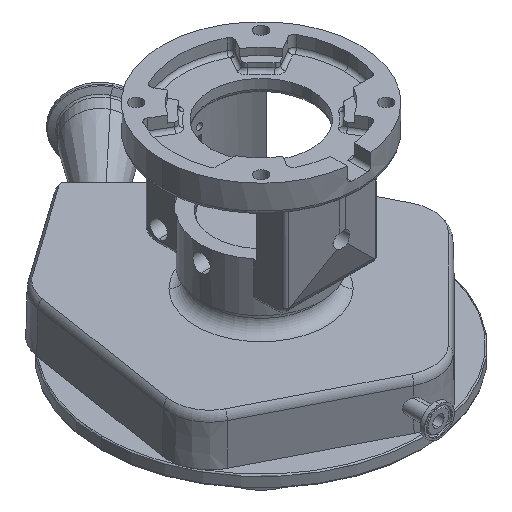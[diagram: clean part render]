
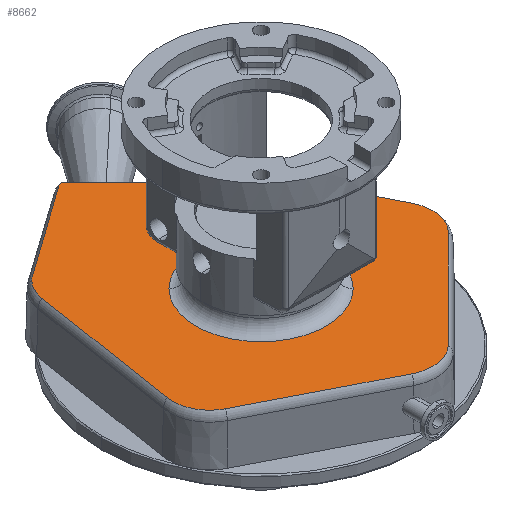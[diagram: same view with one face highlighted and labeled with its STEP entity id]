
A CAD part, isometric view. The second image highlights one B-rep face of the part: STEP entity #8662.
In plain terms, the highlighted planar face has unit normal (0, 0, 1).
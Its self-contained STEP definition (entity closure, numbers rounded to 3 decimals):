
#21 = LINE ( 'NONE', #2169, #13400 ) ;
#60 = AXIS2_PLACEMENT_3D ( 'NONE', #3961, #7502, #12750 ) ;
#93 = CIRCLE ( 'NONE', #2599, 7.141 ) ;
#96 = DIRECTION ( 'NONE',  ( -0.707, 0.707, 0. ) ) ;
#100 = VERTEX_POINT ( 'NONE', #10332 ) ;
#110 = CARTESIAN_POINT ( 'NONE',  ( 0., 0., -141.5 ) ) ;
#455 = AXIS2_PLACEMENT_3D ( 'NONE', #2838, #13845, #816 ) ;
#528 = ORIENTED_EDGE ( 'NONE', *, *, #2017, .F. ) ;
#556 = ORIENTED_EDGE ( 'NONE', *, *, #12820, .F. ) ;
#737 = CIRCLE ( 'NONE', #1879, 31.169 ) ;
#816 = DIRECTION ( 'NONE',  ( 0.707, -0.707, 0. ) ) ;
#1075 = DIRECTION ( 'NONE',  ( 0., 0., -1. ) ) ;
#1142 = AXIS2_PLACEMENT_3D ( 'NONE', #12448, #4535, #13406 ) ;
#1296 = VERTEX_POINT ( 'NONE', #10334 ) ;
#1342 = LINE ( 'NONE', #3562, #13859 ) ;
#1406 = CARTESIAN_POINT ( 'NONE',  ( 117.362, 147.561, -141.5 ) ) ;
#1534 = ORIENTED_EDGE ( 'NONE', *, *, #13388, .F. ) ;
#1579 = EDGE_CURVE ( 'NONE', #5663, #6983, #2532, .T. ) ;
#1663 = CARTESIAN_POINT ( 'NONE',  ( 120.315, -37.605, -141.5 ) ) ;
#1806 = DIRECTION ( 'NONE',  ( 0.707, -0.707, 0. ) ) ;
#1879 = AXIS2_PLACEMENT_3D ( 'NONE', #9440, #7360, #1806 ) ;
#2012 = AXIS2_PLACEMENT_3D ( 'NONE', #12006, #1075, #3077 ) ;
#2017 = EDGE_CURVE ( 'NONE', #3919, #1296, #4898, .T. ) ;
#2119 = ORIENTED_EDGE ( 'NONE', *, *, #5639, .F. ) ;
#2169 = CARTESIAN_POINT ( 'NONE',  ( 77.782, 77.782, -141.5 ) ) ;
#2182 = CARTESIAN_POINT ( 'NONE',  ( -6.083, 161.646, -141.5 ) ) ;
#2267 = CIRCLE ( 'NONE', #455, 55. ) ;
#2365 = ORIENTED_EDGE ( 'NONE', *, *, #10784, .F. ) ;
#2395 = CARTESIAN_POINT ( 'NONE',  ( -99.486, 85.602, -141.5 ) ) ;
#2501 = CIRCLE ( 'NONE', #9621, 55. ) ;
#2532 = CIRCLE ( 'NONE', #12189, 31.169 ) ;
#2599 = AXIS2_PLACEMENT_3D ( 'NONE', #11960, #14196, #6288 ) ;
#2654 = CIRCLE ( 'NONE', #9090, 31.169 ) ;
#2706 = EDGE_CURVE ( 'NONE', #6664, #5663, #5720, .T. ) ;
#2786 = CARTESIAN_POINT ( 'NONE',  ( -68.701, 80.723, -141.5 ) ) ;
#2799 = VERTEX_POINT ( 'NONE', #10534 ) ;
#2838 = CARTESIAN_POINT ( 'NONE',  ( 0., 0., -141.5 ) ) ;
#3077 = DIRECTION ( 'NONE',  ( 0.707, -0.707, 0. ) ) ;
#3356 = CARTESIAN_POINT ( 'NONE',  ( 1.415, -126.047, -141.5 ) ) ;
#3372 = EDGE_CURVE ( 'NONE', #1296, #10991, #5233, .T. ) ;
#3424 = DIRECTION ( 'NONE',  ( 0.45, -0.893, 0. ) ) ;
#3550 = ORIENTED_EDGE ( 'NONE', *, *, #9243, .T. ) ;
#3562 = CARTESIAN_POINT ( 'NONE',  ( -159.395, 54.659, -141.5 ) ) ;
#3679 = CARTESIAN_POINT ( 'NONE',  ( -86.721, 106.155, -141.5 ) ) ;
#3682 = CARTESIAN_POINT ( 'NONE',  ( -119.44, -40.293, -141.5 ) ) ;
#3768 = CARTESIAN_POINT ( 'NONE',  ( 52.073, 128.519, -141.5 ) ) ;
#3919 = VERTEX_POINT ( 'NONE', #3356 ) ;
#3941 = EDGE_LOOP ( 'NONE', ( #7032, #3550, #11183, #10621, #4473, #6298, #9275, #2365, #9187, #528, #10923, #8212, #13360, #11607, #2119 ) ) ;
#3961 = CARTESIAN_POINT ( 'NONE',  ( 139.999, 339.783, -141.5 ) ) ;
#4098 = VECTOR ( 'NONE', #12594, 1000. ) ;
#4143 = CARTESIAN_POINT ( 'NONE',  ( -119.44, -40.293, -141.5 ) ) ;
#4152 = EDGE_LOOP ( 'NONE', ( #1534, #556 ) ) ;
#4323 = DIRECTION ( 'NONE',  ( 0.157, 0.988, 0. ) ) ;
#4364 = VERTEX_POINT ( 'NONE', #2182 ) ;
#4419 = AXIS2_PLACEMENT_3D ( 'NONE', #2786, #13870, #9260 ) ;
#4473 = ORIENTED_EDGE ( 'NONE', *, *, #11247, .F. ) ;
#4535 = DIRECTION ( 'NONE',  ( 0., 0., -1. ) ) ;
#4590 = CARTESIAN_POINT ( 'NONE',  ( -68.701, 80.723, -141.5 ) ) ;
#4639 = EDGE_CURVE ( 'NONE', #100, #9400, #10630, .T. ) ;
#4898 = LINE ( 'NONE', #8210, #4098 ) ;
#4915 = DIRECTION ( 'NONE',  ( 0., 0., -1. ) ) ;
#4923 = LINE ( 'NONE', #1406, #6822 ) ;
#5233 = CIRCLE ( 'NONE', #2012, 31.169 ) ;
#5639 = EDGE_CURVE ( 'NONE', #10368, #6664, #737, .T. ) ;
#5663 = VERTEX_POINT ( 'NONE', #6205 ) ;
#5686 = EDGE_CURVE ( 'NONE', #10350, #10368, #12450, .T. ) ;
#5720 = LINE ( 'NONE', #11253, #13991 ) ;
#5869 = DIRECTION ( 'NONE',  ( 0.816, 0.578, 0. ) ) ;
#5879 = VERTEX_POINT ( 'NONE', #11360 ) ;
#6205 = CARTESIAN_POINT ( 'NONE',  ( 126.103, -1.525, -141.5 ) ) ;
#6288 = DIRECTION ( 'NONE',  ( 0.707, -0.707, 0. ) ) ;
#6298 = ORIENTED_EDGE ( 'NONE', *, *, #4639, .F. ) ;
#6405 = CARTESIAN_POINT ( 'NONE',  ( 123.744, 123.744, -141.5 ) ) ;
#6626 = DIRECTION ( 'NONE',  ( 0.707, -0.707, 0. ) ) ;
#6664 = VERTEX_POINT ( 'NONE', #12745 ) ;
#6822 = VECTOR ( 'NONE', #9173, 1000. ) ;
#6983 = VERTEX_POINT ( 'NONE', #1663 ) ;
#7032 = ORIENTED_EDGE ( 'NONE', *, *, #5686, .F. ) ;
#7097 = CARTESIAN_POINT ( 'NONE',  ( 12.046, -145.874, -141.5 ) ) ;
#7166 = VECTOR ( 'NONE', #13929, 1000. ) ;
#7318 = CARTESIAN_POINT ( 'NONE',  ( 49.83, 129.466, -141.5 ) ) ;
#7360 = DIRECTION ( 'NONE',  ( 0., 0., -1. ) ) ;
#7502 = DIRECTION ( 'NONE',  ( 0., 0., 1. ) ) ;
#7595 = CARTESIAN_POINT ( 'NONE',  ( 31.113, 124.451, -141.5 ) ) ;
#7740 = DIRECTION ( 'NONE',  ( 0., 0., 1. ) ) ;
#7911 = VERTEX_POINT ( 'NONE', #12210 ) ;
#8210 = CARTESIAN_POINT ( 'NONE',  ( -102.806, -72.944, -141.5 ) ) ;
#8212 = ORIENTED_EDGE ( 'NONE', *, *, #10248, .F. ) ;
#8300 = CARTESIAN_POINT ( 'NONE',  ( -10.264, 160.332, -141.5 ) ) ;
#8662 = ADVANCED_FACE ( 'NONE', ( #12014, #11860 ), #10711, .T. ) ;
#8805 = EDGE_CURVE ( 'NONE', #13099, #100, #2654, .T. ) ;
#9090 = AXIS2_PLACEMENT_3D ( 'NONE', #4590, #11143, #6626 ) ;
#9173 = DIRECTION ( 'NONE',  ( -0.966, -0.259, 0. ) ) ;
#9187 = ORIENTED_EDGE ( 'NONE', *, *, #3372, .F. ) ;
#9243 = EDGE_CURVE ( 'NONE', #10350, #13379, #4923, .T. ) ;
#9260 = DIRECTION ( 'NONE',  ( 0.707, -0.707, 0. ) ) ;
#9275 = ORIENTED_EDGE ( 'NONE', *, *, #8805, .F. ) ;
#9400 = VERTEX_POINT ( 'NONE', #3679 ) ;
#9440 = CARTESIAN_POINT ( 'NONE',  ( 40.096, 99.742, -141.5 ) ) ;
#9576 = EDGE_CURVE ( 'NONE', #13379, #4364, #21, .T. ) ;
#9621 = AXIS2_PLACEMENT_3D ( 'NONE', #110, #7740, #10900 ) ;
#9632 = DIRECTION ( 'NONE',  ( 0.707, -0.707, 0. ) ) ;
#10248 = EDGE_CURVE ( 'NONE', #6983, #5879, #13509, .T. ) ;
#10316 = DIRECTION ( 'NONE',  ( 0.707, -0.707, 0. ) ) ;
#10332 = CARTESIAN_POINT ( 'NONE',  ( -90.741, 102.763, -141.5 ) ) ;
#10334 = CARTESIAN_POINT ( 'NONE',  ( -102.806, -72.944, -141.5 ) ) ;
#10350 = VERTEX_POINT ( 'NONE', #7318 ) ;
#10368 = VERTEX_POINT ( 'NONE', #3768 ) ;
#10534 = CARTESIAN_POINT ( 'NONE',  ( 38.891, -38.891, -141.5 ) ) ;
#10621 = ORIENTED_EDGE ( 'NONE', *, *, #11880, .F. ) ;
#10630 = CIRCLE ( 'NONE', #4419, 31.169 ) ;
#10657 = VERTEX_POINT ( 'NONE', #8300 ) ;
#10711 = PLANE ( 'NONE',  #11160 ) ;
#10784 = EDGE_CURVE ( 'NONE', #10991, #13099, #11666, .T. ) ;
#10786 = DIRECTION ( 'NONE',  ( 0., 0., 1. ) ) ;
#10900 = DIRECTION ( 'NONE',  ( 0.707, -0.707, 0. ) ) ;
#10923 = ORIENTED_EDGE ( 'NONE', *, *, #13828, .F. ) ;
#10991 = VERTEX_POINT ( 'NONE', #4143 ) ;
#11143 = DIRECTION ( 'NONE',  ( 0., 0., -1. ) ) ;
#11160 = AXIS2_PLACEMENT_3D ( 'NONE', #6405, #10786, #9632 ) ;
#11183 = ORIENTED_EDGE ( 'NONE', *, *, #9576, .T. ) ;
#11247 = EDGE_CURVE ( 'NONE', #9400, #10657, #1342, .T. ) ;
#11253 = CARTESIAN_POINT ( 'NONE',  ( 100.078, 50.054, -141.5 ) ) ;
#11360 = CARTESIAN_POINT ( 'NONE',  ( 37.605, -120.315, -141.5 ) ) ;
#11607 = ORIENTED_EDGE ( 'NONE', *, *, #2706, .F. ) ;
#11666 = LINE ( 'NONE', #3682, #12236 ) ;
#11860 = FACE_OUTER_BOUND ( 'NONE', #3941, .T. ) ;
#11880 = EDGE_CURVE ( 'NONE', #10657, #4364, #93, .T. ) ;
#11960 = CARTESIAN_POINT ( 'NONE',  ( -6.135, 154.505, -141.5 ) ) ;
#12006 = CARTESIAN_POINT ( 'NONE',  ( -88.655, -45.172, -141.5 ) ) ;
#12014 = FACE_BOUND ( 'NONE', #4152, .T. ) ;
#12189 = AXIS2_PLACEMENT_3D ( 'NONE', #13769, #4915, #10316 ) ;
#12210 = CARTESIAN_POINT ( 'NONE',  ( -38.891, 38.891, -141.5 ) ) ;
#12236 = VECTOR ( 'NONE', #4323, 1000. ) ;
#12384 = CIRCLE ( 'NONE', #1142, 31.169 ) ;
#12448 = CARTESIAN_POINT ( 'NONE',  ( 15.565, -98.275, -141.5 ) ) ;
#12450 = CIRCLE ( 'NONE', #60, 228.831 ) ;
#12594 = DIRECTION ( 'NONE',  ( -0.891, 0.454, 0. ) ) ;
#12745 = CARTESIAN_POINT ( 'NONE',  ( 67.924, 113.783, -141.5 ) ) ;
#12750 = DIRECTION ( 'NONE',  ( -0.707, 0.707, 0. ) ) ;
#12820 = EDGE_CURVE ( 'NONE', #7911, #2799, #2267, .T. ) ;
#13099 = VERTEX_POINT ( 'NONE', #2395 ) ;
#13360 = ORIENTED_EDGE ( 'NONE', *, *, #1579, .F. ) ;
#13379 = VERTEX_POINT ( 'NONE', #7595 ) ;
#13388 = EDGE_CURVE ( 'NONE', #2799, #7911, #2501, .T. ) ;
#13400 = VECTOR ( 'NONE', #96, 1000. ) ;
#13406 = DIRECTION ( 'NONE',  ( 0.707, -0.707, 0. ) ) ;
#13509 = LINE ( 'NONE', #7097, #7166 ) ;
#13769 = CARTESIAN_POINT ( 'NONE',  ( 98.275, -15.565, -141.5 ) ) ;
#13828 = EDGE_CURVE ( 'NONE', #5879, #3919, #12384, .T. ) ;
#13845 = DIRECTION ( 'NONE',  ( 0., 0., 1. ) ) ;
#13859 = VECTOR ( 'NONE', #5869, 1000. ) ;
#13870 = DIRECTION ( 'NONE',  ( 0., 0., -1. ) ) ;
#13929 = DIRECTION ( 'NONE',  ( -0.707, -0.707, 0. ) ) ;
#13991 = VECTOR ( 'NONE', #3424, 1000. ) ;
#14196 = DIRECTION ( 'NONE',  ( 0., 0., -1. ) ) ;
